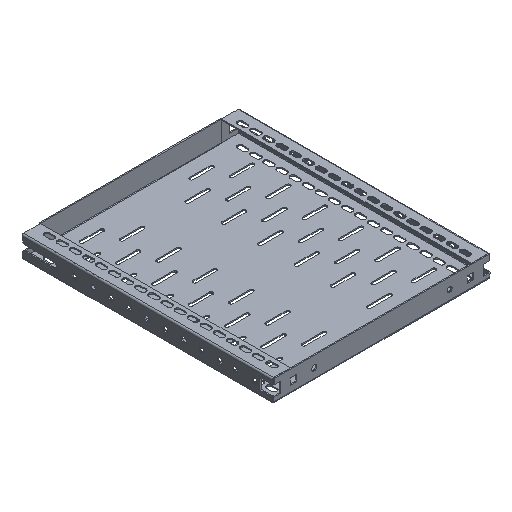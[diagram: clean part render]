
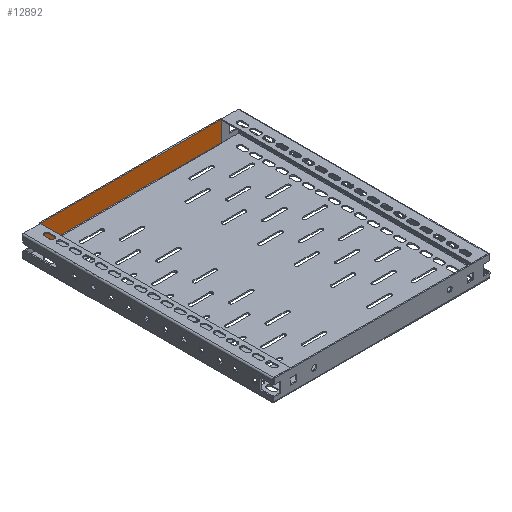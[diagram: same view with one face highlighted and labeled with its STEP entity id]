
A CAD part, isometric view. The second image highlights one B-rep face of the part: STEP entity #12892.
In plain terms, the highlighted planar face has unit normal (0, -1, 0).
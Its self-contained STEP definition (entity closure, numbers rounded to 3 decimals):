
#124 = LINE ( 'NONE', #19056, #18157 ) ;
#1117 = DIRECTION ( 'NONE',  ( 0., -1., 0. ) ) ;
#2532 = DIRECTION ( 'NONE',  ( 0., 0., 1. ) ) ;
#2561 = DIRECTION ( 'NONE',  ( 1., 0., 0. ) ) ;
#2924 = ORIENTED_EDGE ( 'NONE', *, *, #17937, .F. ) ;
#3662 = ORIENTED_EDGE ( 'NONE', *, *, #10203, .F. ) ;
#4547 = LINE ( 'NONE', #21766, #22549 ) ;
#5197 = CARTESIAN_POINT ( 'NONE',  ( 124., 171.75, 0.6 ) ) ;
#5377 = CARTESIAN_POINT ( 'NONE',  ( 124., 171.75, 28.5 ) ) ;
#6849 = DIRECTION ( 'NONE',  ( 0., 0., -1. ) ) ;
#7798 = CARTESIAN_POINT ( 'NONE',  ( -124., 171.75, 0.6 ) ) ;
#8021 = ORIENTED_EDGE ( 'NONE', *, *, #18988, .F. ) ;
#10203 = EDGE_CURVE ( 'NONE', #13008, #18534, #4547, .T. ) ;
#10743 = EDGE_CURVE ( 'NONE', #20351, #13008, #17887, .T. ) ;
#12892 = ADVANCED_FACE ( 'NONE', ( #15318 ), #14987, .T. ) ;
#12964 = CARTESIAN_POINT ( 'NONE',  ( -124., 171.75, 28.5 ) ) ;
#13008 = VERTEX_POINT ( 'NONE', #18817 ) ;
#13240 = VECTOR ( 'NONE', #2532, 1000. ) ;
#13308 = DIRECTION ( 'NONE',  ( 0., 0., -1. ) ) ;
#14571 = VECTOR ( 'NONE', #20895, 1000. ) ;
#14957 = EDGE_LOOP ( 'NONE', ( #16884, #8021, #2924, #3662 ) ) ;
#14987 = PLANE ( 'NONE',  #16576 ) ;
#15318 = FACE_OUTER_BOUND ( 'NONE', #14957, .T. ) ;
#16576 = AXIS2_PLACEMENT_3D ( 'NONE', #20274, #1117, #13308 ) ;
#16884 = ORIENTED_EDGE ( 'NONE', *, *, #10743, .F. ) ;
#17887 = LINE ( 'NONE', #12964, #13240 ) ;
#17937 = EDGE_CURVE ( 'NONE', #18534, #22413, #124, .T. ) ;
#18157 = VECTOR ( 'NONE', #6849, 1000. ) ;
#18534 = VERTEX_POINT ( 'NONE', #5377 ) ;
#18817 = CARTESIAN_POINT ( 'NONE',  ( -124., 171.75, 28.5 ) ) ;
#18988 = EDGE_CURVE ( 'NONE', #22413, #20351, #19244, .T. ) ;
#19056 = CARTESIAN_POINT ( 'NONE',  ( 124., 171.75, 28.5 ) ) ;
#19244 = LINE ( 'NONE', #5197, #14571 ) ;
#20274 = CARTESIAN_POINT ( 'NONE',  ( -124., 171.75, 28.5 ) ) ;
#20351 = VERTEX_POINT ( 'NONE', #7798 ) ;
#20402 = CARTESIAN_POINT ( 'NONE',  ( 124., 171.75, 0.6 ) ) ;
#20895 = DIRECTION ( 'NONE',  ( -1., 0., 0. ) ) ;
#21766 = CARTESIAN_POINT ( 'NONE',  ( 124., 171.75, 28.5 ) ) ;
#22413 = VERTEX_POINT ( 'NONE', #20402 ) ;
#22549 = VECTOR ( 'NONE', #2561, 1000. ) ;
